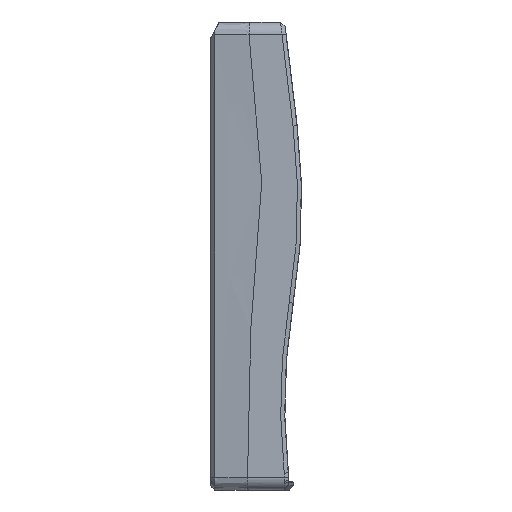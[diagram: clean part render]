
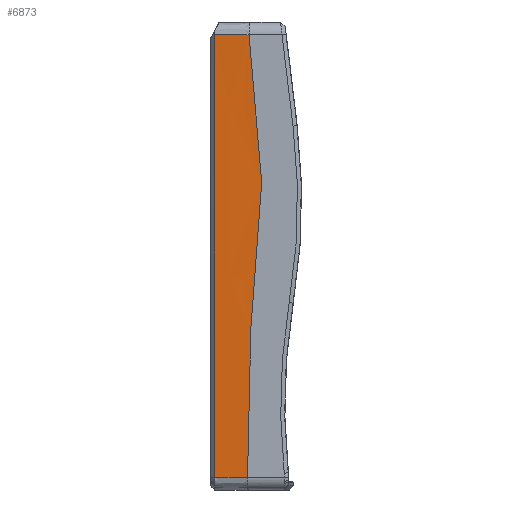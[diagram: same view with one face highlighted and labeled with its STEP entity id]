
A CAD part, left-side view. The second image highlights one B-rep face of the part: STEP entity #6873.
In plain terms, the highlighted free-form (B-spline) face has degree [3, 3] with [4, 8] control points.
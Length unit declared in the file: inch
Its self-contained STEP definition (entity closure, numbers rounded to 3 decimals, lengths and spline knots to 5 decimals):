
#538=B_SPLINE_CURVE_WITH_KNOTS('',3,(#9913,#9914,#9915,#9916,#9917,#9918,
#9919,#9920),.UNSPECIFIED.,.F.,.F.,(4,2,2,4),(0.30367,1.98714,
6.12017,10.92),.UNSPECIFIED.);
#589=B_SPLINE_CURVE_WITH_KNOTS('',3,(#12166,#12167,#12168,#12169,#12170,
#12171,#12172,#12173),.UNSPECIFIED.,.F.,.F.,(4,2,2,4),(-10.92,-6.12017,
-1.98714,-0.3004),.UNSPECIFIED.);
#591=B_SPLINE_CURVE_WITH_KNOTS('',3,(#12194,#12195,#12196,#12197),
 .UNSPECIFIED.,.F.,.F.,(4,4),(-0.00013,0.),.UNSPECIFIED.);
#592=B_SPLINE_CURVE_WITH_KNOTS('',3,(#12218,#12219,#12220,#12221),
 .UNSPECIFIED.,.F.,.F.,(4,4),(0.1,0.92998),
 .UNSPECIFIED.);
#597=B_SPLINE_CURVE_WITH_KNOTS('',3,(#12304,#12305,#12306,#12307),
 .UNSPECIFIED.,.F.,.F.,(4,4),(0.00002,0.79461),
 .UNSPECIFIED.);
#598=B_SPLINE_CURVE_WITH_KNOTS('',3,(#12309,#12310,#12311,#12312),
 .UNSPECIFIED.,.F.,.F.,(4,4),(-0.93019,-0.92862),
 .UNSPECIFIED.);
#653=B_SPLINE_SURFACE_WITH_KNOTS('',3,3,((#12622,#12623,#12624,#12625,#12626,
#12627,#12628,#12629),(#12630,#12631,#12632,#12633,#12634,#12635,#12636,
#12637),(#12638,#12639,#12640,#12641,#12642,#12643,#12644,#12645),(#12646,
#12647,#12648,#12649,#12650,#12651,#12652,#12653)),.UNSPECIFIED.,.F.,.F.,
 .F.,(4,4),(4,2,2,4),(-0.8956,-0.07238),(0.3004,
1.98714,6.12017,10.92124),.UNSPECIFIED.);
#1036=FACE_OUTER_BOUND('',#1440,.T.);
#1440=EDGE_LOOP('',(#5920,#5921,#5922,#5923,#5924,#5925));
#2627=VERTEX_POINT('',#9907);
#2628=VERTEX_POINT('',#9912);
#3070=VERTEX_POINT('',#12090);
#3073=VERTEX_POINT('',#12163);
#3074=VERTEX_POINT('',#12165);
#3076=VERTEX_POINT('',#12272);
#3242=EDGE_CURVE('',#2627,#2628,#538,.T.);
#3960=EDGE_CURVE('',#3073,#3074,#589,.T.);
#3962=EDGE_CURVE('',#3070,#3073,#591,.T.);
#3963=EDGE_CURVE('',#3074,#2627,#592,.T.);
#3968=EDGE_CURVE('',#3076,#3070,#597,.T.);
#3969=EDGE_CURVE('',#2628,#3076,#598,.T.);
#5920=ORIENTED_EDGE('',*,*,#3962,.F.);
#5921=ORIENTED_EDGE('',*,*,#3968,.F.);
#5922=ORIENTED_EDGE('',*,*,#3969,.F.);
#5923=ORIENTED_EDGE('',*,*,#3242,.F.);
#5924=ORIENTED_EDGE('',*,*,#3963,.F.);
#5925=ORIENTED_EDGE('',*,*,#3960,.F.);
#6873=ADVANCED_FACE('',(#1036),#653,.T.);
#9907=CARTESIAN_POINT('',(-5.80118,0.00213,2.0891));
#9912=CARTESIAN_POINT('',(-5.80118,0.01616,-2.09055));
#9913=CARTESIAN_POINT('Ctrl Pts',(-5.80118,0.00213,
2.0891));
#9914=CARTESIAN_POINT('Ctrl Pts',(-5.80118,-0.02305,
1.86818));
#9915=CARTESIAN_POINT('Ctrl Pts',(-5.80118,-0.04824,
1.64725));
#9916=CARTESIAN_POINT('Ctrl Pts',(-5.80118,-0.13506,
0.88393));
#9917=CARTESIAN_POINT('Ctrl Pts',(-5.80118,-0.13244,0.34153));
#9918=CARTESIAN_POINT('Ctrl Pts',(-5.80118,0.01254,-0.83075));
#9919=CARTESIAN_POINT('Ctrl Pts',(-5.80118,0.03949,-1.46065));
#9920=CARTESIAN_POINT('Ctrl Pts',(-5.80118,0.01616,-2.09055));
#12090=CARTESIAN_POINT('',(-5.76621,0.32702,-2.09061));
#12163=CARTESIAN_POINT('',(-5.76621,0.32702,-2.09055));
#12165=CARTESIAN_POINT('',(-5.76605,0.327,2.0904));
#12166=CARTESIAN_POINT('Ctrl Pts',(-5.76621,0.32702,
-2.09055));
#12167=CARTESIAN_POINT('Ctrl Pts',(-5.7665,0.32705,
-1.46065));
#12168=CARTESIAN_POINT('Ctrl Pts',(-5.76604,0.32699,
-0.83075));
#12169=CARTESIAN_POINT('Ctrl Pts',(-5.76486,0.32689,
0.34154));
#12170=CARTESIAN_POINT('Ctrl Pts',(-5.76487,0.32689,0.88393));
#12171=CARTESIAN_POINT('Ctrl Pts',(-5.76552,0.32695,1.64768));
#12172=CARTESIAN_POINT('Ctrl Pts',(-5.76576,0.32697,
1.86904));
#12173=CARTESIAN_POINT('Ctrl Pts',(-5.76605,0.327,
2.0904));
#12194=CARTESIAN_POINT('Ctrl Pts',(-5.76621,0.32702,
-2.09061));
#12195=CARTESIAN_POINT('Ctrl Pts',(-5.76621,0.32702,-2.09059));
#12196=CARTESIAN_POINT('Ctrl Pts',(-5.76621,0.32702,
-2.09057));
#12197=CARTESIAN_POINT('Ctrl Pts',(-5.76621,0.32702,
-2.09055));
#12218=CARTESIAN_POINT('Ctrl Pts',(-5.76605,0.327,
2.0904));
#12219=CARTESIAN_POINT('Ctrl Pts',(-5.77776,0.21871,
2.08996));
#12220=CARTESIAN_POINT('Ctrl Pts',(-5.78947,0.11042,
2.08953));
#12221=CARTESIAN_POINT('Ctrl Pts',(-5.80118,0.00213,
2.0891));
#12272=CARTESIAN_POINT('',(-5.80118,0.01615,-2.09104));
#12304=CARTESIAN_POINT('Ctrl Pts',(-5.80118,0.01615,
-2.09104));
#12305=CARTESIAN_POINT('Ctrl Pts',(-5.78952,0.11977,-2.0909));
#12306=CARTESIAN_POINT('Ctrl Pts',(-5.77787,0.22339,
-2.09075));
#12307=CARTESIAN_POINT('Ctrl Pts',(-5.76621,0.32702,
-2.09061));
#12309=CARTESIAN_POINT('Ctrl Pts',(-5.80118,0.01616,
-2.09055));
#12310=CARTESIAN_POINT('Ctrl Pts',(-5.80118,0.01615,
-2.09071));
#12311=CARTESIAN_POINT('Ctrl Pts',(-5.80118,0.01615,
-2.09088));
#12312=CARTESIAN_POINT('Ctrl Pts',(-5.80118,0.01615,
-2.09104));
#12622=CARTESIAN_POINT('Ctrl Pts',(-5.80118,0.00227,
2.0904));
#12623=CARTESIAN_POINT('Ctrl Pts',(-5.80118,-0.02295,
1.86904));
#12624=CARTESIAN_POINT('Ctrl Pts',(-5.80118,-0.04819,
1.64768));
#12625=CARTESIAN_POINT('Ctrl Pts',(-5.80118,-0.13506,
0.88393));
#12626=CARTESIAN_POINT('Ctrl Pts',(-5.80118,-0.13244,
0.34153));
#12627=CARTESIAN_POINT('Ctrl Pts',(-5.80118,0.01256,
-0.83092));
#12628=CARTESIAN_POINT('Ctrl Pts',(-5.80118,0.03951,
-1.46097));
#12629=CARTESIAN_POINT('Ctrl Pts',(-5.80118,0.01614,
-2.09104));
#12630=CARTESIAN_POINT('Ctrl Pts',(-5.78912,0.11376,
2.0904));
#12631=CARTESIAN_POINT('Ctrl Pts',(-5.78912,0.09625,
1.86904));
#12632=CARTESIAN_POINT('Ctrl Pts',(-5.78912,0.07877,
1.64768));
#12633=CARTESIAN_POINT('Ctrl Pts',(-5.78912,0.01848,
0.88393));
#12634=CARTESIAN_POINT('Ctrl Pts',(-5.78912,0.02033,
0.34153));
#12635=CARTESIAN_POINT('Ctrl Pts',(-5.78912,0.1209,
-0.83092));
#12636=CARTESIAN_POINT('Ctrl Pts',(-5.78912,0.1396,
-1.46097));
#12637=CARTESIAN_POINT('Ctrl Pts',(-5.78912,0.12338,
-2.09104));
#12638=CARTESIAN_POINT('Ctrl Pts',(-5.77706,0.22525,
2.0904));
#12639=CARTESIAN_POINT('Ctrl Pts',(-5.77706,0.2155,
1.86904));
#12640=CARTESIAN_POINT('Ctrl Pts',(-5.77706,0.2057,
1.64768));
#12641=CARTESIAN_POINT('Ctrl Pts',(-5.77706,0.1721,
0.88393));
#12642=CARTESIAN_POINT('Ctrl Pts',(-5.77706,0.17309,
0.34154));
#12643=CARTESIAN_POINT('Ctrl Pts',(-5.77706,0.22923,
-0.83092));
#12644=CARTESIAN_POINT('Ctrl Pts',(-5.77706,0.23966,
-1.46098));
#12645=CARTESIAN_POINT('Ctrl Pts',(-5.77706,0.23062,
-2.09104));
#12646=CARTESIAN_POINT('Ctrl Pts',(-5.76499,0.33674,2.0904));
#12647=CARTESIAN_POINT('Ctrl Pts',(-5.76499,0.3347,1.86904));
#12648=CARTESIAN_POINT('Ctrl Pts',(-5.76499,0.33266,1.64768));
#12649=CARTESIAN_POINT('Ctrl Pts',(-5.76499,0.32564,
0.88393));
#12650=CARTESIAN_POINT('Ctrl Pts',(-5.76499,0.32585,0.34154));
#12651=CARTESIAN_POINT('Ctrl Pts',(-5.76499,0.33757,-0.83092));
#12652=CARTESIAN_POINT('Ctrl Pts',(-5.76499,0.33975,-1.46098));
#12653=CARTESIAN_POINT('Ctrl Pts',(-5.76499,0.33786,-2.09104));
